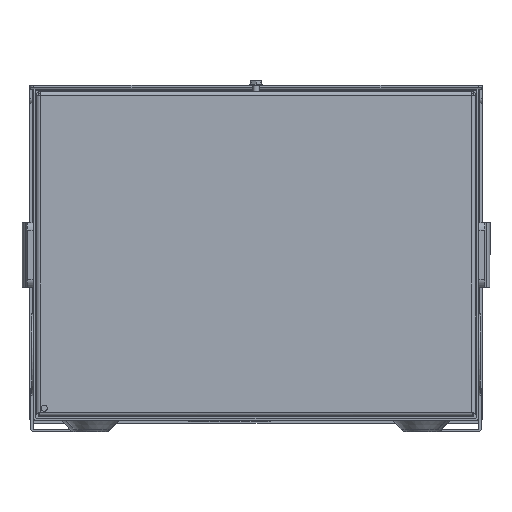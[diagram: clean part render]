
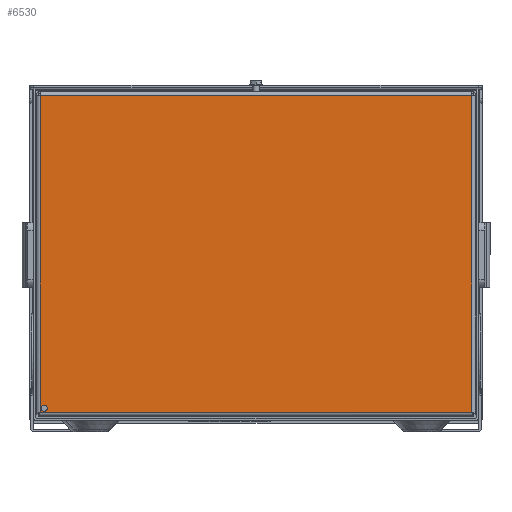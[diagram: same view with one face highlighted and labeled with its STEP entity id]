
A CAD part, front view. The second image highlights one B-rep face of the part: STEP entity #6530.
In plain terms, the highlighted planar face has unit normal (0, -1, 0).
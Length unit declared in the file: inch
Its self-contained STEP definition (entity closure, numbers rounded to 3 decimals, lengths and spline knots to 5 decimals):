
#24 = VERTEX_POINT ( 'NONE', #9131 ) ;
#279 = DIRECTION ( 'NONE',  ( 0., 0., -1. ) ) ;
#504 = AXIS2_PLACEMENT_3D ( 'NONE', #3729, #6205, #279 ) ;
#862 = EDGE_CURVE ( 'NONE', #24, #2035, #4483, .T. ) ;
#918 = CARTESIAN_POINT ( 'NONE',  ( 6.6032, -19.2473, 9.93152 ) ) ;
#1119 = FACE_OUTER_BOUND ( 'NONE', #5805, .T. ) ;
#1263 = CARTESIAN_POINT ( 'NONE',  ( 6.6032, -19.2473, 0.24132 ) ) ;
#1321 = CIRCLE ( 'NONE', #8549, 0.09375 ) ;
#1909 = DIRECTION ( 'NONE',  ( 0., 0., 1. ) ) ;
#2035 = VERTEX_POINT ( 'NONE', #2946 ) ;
#2130 = VECTOR ( 'NONE', #10941, 39.37008 ) ;
#2281 = EDGE_CURVE ( 'NONE', #2035, #24, #1321, .T. ) ;
#2404 = EDGE_CURVE ( 'NONE', #7310, #7894, #2928, .T. ) ;
#2517 = AXIS2_PLACEMENT_3D ( 'NONE', #6553, #5702, #4859 ) ;
#2928 = LINE ( 'NONE', #10633, #3495 ) ;
#2946 = CARTESIAN_POINT ( 'NONE',  ( -6.4728, -19.2473, 0.46547 ) ) ;
#3012 = LINE ( 'NONE', #4074, #2130 ) ;
#3408 = ORIENTED_EDGE ( 'NONE', *, *, #2281, .T. ) ;
#3495 = VECTOR ( 'NONE', #1909, 39.37008 ) ;
#3673 = FACE_BOUND ( 'NONE', #6663, .T. ) ;
#3729 = CARTESIAN_POINT ( 'NONE',  ( -6.7228, -19.2473, 9.99132 ) ) ;
#4074 = CARTESIAN_POINT ( 'NONE',  ( -6.7228, -19.2473, 0.24132 ) ) ;
#4483 = CIRCLE ( 'NONE', #2517, 0.09375 ) ;
#4494 = VECTOR ( 'NONE', #9652, 39.37008 ) ;
#4565 = ORIENTED_EDGE ( 'NONE', *, *, #6301, .F. ) ;
#4786 = EDGE_CURVE ( 'NONE', #7894, #8291, #8683, .T. ) ;
#4859 = DIRECTION ( 'NONE',  ( 0., 0., 1. ) ) ;
#5205 = ORIENTED_EDGE ( 'NONE', *, *, #2404, .F. ) ;
#5702 = DIRECTION ( 'NONE',  ( 0., 1., 0. ) ) ;
#5805 = EDGE_LOOP ( 'NONE', ( #7756, #5205, #4565, #11086 ) ) ;
#5960 = CARTESIAN_POINT ( 'NONE',  ( -6.7228, -19.2473, 9.93152 ) ) ;
#6016 = CARTESIAN_POINT ( 'NONE',  ( 6.6032, -19.2473, 9.99132 ) ) ;
#6205 = DIRECTION ( 'NONE',  ( 0., 1., 0. ) ) ;
#6301 = EDGE_CURVE ( 'NONE', #11189, #7310, #3012, .T. ) ;
#6530 = ADVANCED_FACE ( 'NONE', ( #1119, #3673 ), #8021, .F. ) ;
#6553 = CARTESIAN_POINT ( 'NONE',  ( -6.4728, -19.2473, 0.37172 ) ) ;
#6663 = EDGE_LOOP ( 'NONE', ( #3408, #8329 ) ) ;
#7310 = VERTEX_POINT ( 'NONE', #9571 ) ;
#7578 = CARTESIAN_POINT ( 'NONE',  ( -6.4728, -19.2473, 0.37172 ) ) ;
#7756 = ORIENTED_EDGE ( 'NONE', *, *, #4786, .F. ) ;
#7894 = VERTEX_POINT ( 'NONE', #8581 ) ;
#8021 = PLANE ( 'NONE',  #504 ) ;
#8291 = VERTEX_POINT ( 'NONE', #918 ) ;
#8329 = ORIENTED_EDGE ( 'NONE', *, *, #862, .T. ) ;
#8549 = AXIS2_PLACEMENT_3D ( 'NONE', #7578, #10412, #11151 ) ;
#8581 = CARTESIAN_POINT ( 'NONE',  ( -6.6032, -19.2473, 9.93152 ) ) ;
#8683 = LINE ( 'NONE', #5960, #10588 ) ;
#8737 = LINE ( 'NONE', #6016, #4494 ) ;
#9131 = CARTESIAN_POINT ( 'NONE',  ( -6.4728, -19.2473, 0.27797 ) ) ;
#9479 = EDGE_CURVE ( 'NONE', #8291, #11189, #8737, .T. ) ;
#9571 = CARTESIAN_POINT ( 'NONE',  ( -6.6032, -19.2473, 0.24132 ) ) ;
#9652 = DIRECTION ( 'NONE',  ( 0., 0., -1. ) ) ;
#10174 = DIRECTION ( 'NONE',  ( 1., 0., 0. ) ) ;
#10412 = DIRECTION ( 'NONE',  ( 0., 1., 0. ) ) ;
#10588 = VECTOR ( 'NONE', #10174, 39.37008 ) ;
#10633 = CARTESIAN_POINT ( 'NONE',  ( -6.6032, -19.2473, 9.99132 ) ) ;
#10941 = DIRECTION ( 'NONE',  ( -1., 0., 0. ) ) ;
#11086 = ORIENTED_EDGE ( 'NONE', *, *, #9479, .F. ) ;
#11151 = DIRECTION ( 'NONE',  ( 0., 0., 1. ) ) ;
#11189 = VERTEX_POINT ( 'NONE', #1263 ) ;
